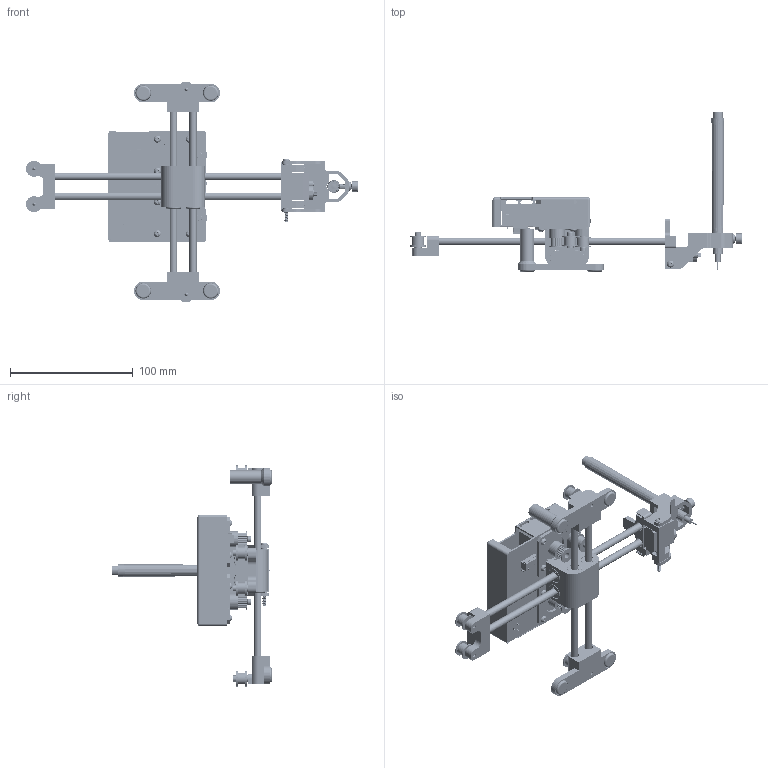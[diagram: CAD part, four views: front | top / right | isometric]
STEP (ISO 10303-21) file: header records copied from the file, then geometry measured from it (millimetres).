
FILE_DESCRIPTION((''),'2;1');
FILE_NAME('MIDT2_FINAL_ASM','2019-07-20T18:06:10',('barto'),(''),'CREO PARAMETRIC BY PTC INC, 2019010','CREO PARAMETRIC BY PTC INC, 2019010','');
FILE_SCHEMA(('CONFIG_CONTROL_DESIGN','SHAPE_APPEARANCE_LAYERS_GROUPS'));
Products named in the file (31): MIDT_ESP32_RIGHT_FOOT; SHAFT_6MM_150; MIDT_ESP32_LEFT_FOOT; RUBBER_FOOT_0P5X0P125; 3MM_IDLER3MM_IDLER_SMALL; SHCSM316TAPPING; MIDT_ESP32_BASE_ASM; MIDT_ESP32_CARRIAGE_BLOCK; MIDTBOT_ESP32_PCB; D2FS-FL-N-A; CUI_PJ-102A; HEADER_MALE_4PIN; MIDTBOT_ESP32_PCB_ASM; MIDT_ESP32_COVER; NEMA14_20MM; LM6LUU; BASE_IDLERPULLEY_GT2_16TOOTH; BHCSM308SB; MIDT_2_CARRIAGE_ASM; MIDT_TAILBLOCK; MIDT_TAILBLOCK_ASM; SHAFT_6MM_200; MIDT_ESP32_HEAD_BLOCK; SERVO_HITEC_HS-5055MG; BEARING_3_7_3; MIDT_ESP32_PEN_MNT; MICRON_PIGMA; BHCSM350; SHMSM510S; MIDT_ESP32_Y_AXIS_ASM; MIDT2_FINAL_ASM
Assembly tree (57 placements, depth 4):
  MIDT2_FINAL_ASM
    MIDT_ESP32_BASE_ASM
      MIDT_ESP32_RIGHT_FOOT
      SHAFT_6MM_150  x2
      MIDT_ESP32_LEFT_FOOT
      RUBBER_FOOT_0P5X0P125  x4
      3MM_IDLER3MM_IDLER_SMALL  x2
      SHCSM316TAPPING  x2
    MIDT_2_CARRIAGE_ASM
      MIDT_ESP32_CARRIAGE_BLOCK
      MIDTBOT_ESP32_PCB_ASM
        MIDTBOT_ESP32_PCB
        D2FS-FL-N-A  x2
        CUI_PJ-102A
        HEADER_MALE_4PIN  x2
      MIDT_ESP32_COVER
      NEMA14_20MM  x2
      LM6LUU  x4
      3MM_IDLER3MM_IDLER_SMALL  x2
      BASE_IDLERPULLEY_GT2_16TOOTH  x2
      SHCSM316TAPPING  x2
      BHCSM308SB  x6
    MIDT_ESP32_Y_AXIS_ASM
      MIDT_TAILBLOCK_ASM
        MIDT_TAILBLOCK
        3MM_IDLER3MM_IDLER_SMALL  x2
        SHCSM316TAPPING  x2
      SHAFT_6MM_200  x2
      MIDT_ESP32_HEAD_BLOCK
      SERVO_HITEC_HS-5055MG
      BEARING_3_7_3
      MIDT_ESP32_PEN_MNT
      MICRON_PIGMA
      BHCSM350
      SHMSM510S
Bounding box: 270.36 x 129.74 x 180 mm (x, y, z)
Volume: 211048 mm3; surface area: 136921.8 mm2
Topology: 54 solids, 56 shells, 3093 faces, 8073 edges, 5233 vertices
Faces by surface type: cylinder 1621, plane 1126, cone 183, bspline 75, torus 68, sphere 20
Entity records: 122073 total; most frequent: CARTESIAN_POINT 65567, ORIENTED_EDGE 9814, DIRECTION 9330, EDGE_CURVE 4907, AXIS2_PLACEMENT_3D 3335, VERTEX_POINT 3187, VECTOR 2660, LINE 2660
